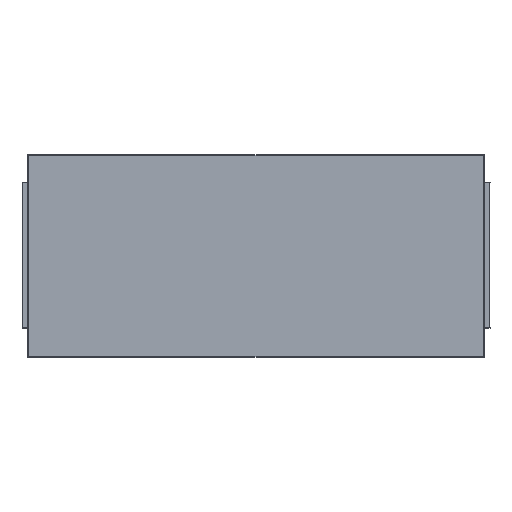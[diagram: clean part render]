
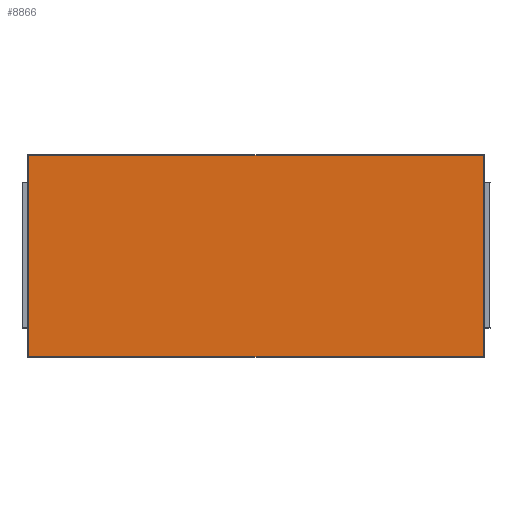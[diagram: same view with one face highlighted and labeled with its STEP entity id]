
A CAD part, top view. The second image highlights one B-rep face of the part: STEP entity #8866.
In plain terms, the highlighted planar face has unit normal (0, 0, 1).
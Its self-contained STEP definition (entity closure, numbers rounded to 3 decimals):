
#16 = DIRECTION ( 'NONE',  ( 1., 0., 0. ) ) ;
#103 = CARTESIAN_POINT ( 'NONE',  ( 625., 0., 305. ) ) ;
#535 = VECTOR ( 'NONE', #1587, 1000. ) ;
#622 = LINE ( 'NONE', #19777, #22527 ) ;
#1587 = DIRECTION ( 'NONE',  ( 0., 1., 0. ) ) ;
#2163 = EDGE_CURVE ( 'NONE', #11544, #18060, #622, .T. ) ;
#2766 = VECTOR ( 'NONE', #22360, 1000. ) ;
#3524 = AXIS2_PLACEMENT_3D ( 'NONE', #103, #15300, #16 ) ;
#5405 = ORIENTED_EDGE ( 'NONE', *, *, #12802, .F. ) ;
#5560 = ORIENTED_EDGE ( 'NONE', *, *, #16839, .T. ) ;
#5923 = ORIENTED_EDGE ( 'NONE', *, *, #2163, .F. ) ;
#7805 = PLANE ( 'NONE',  #3524 ) ;
#8110 = LINE ( 'NONE', #19035, #12616 ) ;
#8866 = ADVANCED_FACE ( 'NONE', ( #18056 ), #7805, .T. ) ;
#9531 = LINE ( 'NONE', #20639, #535 ) ;
#9542 = DIRECTION ( 'NONE',  ( -1., 0., 0. ) ) ;
#9757 = CARTESIAN_POINT ( 'NONE',  ( 625., 553.263, 305. ) ) ;
#11544 = VERTEX_POINT ( 'NONE', #19650 ) ;
#12506 = ORIENTED_EDGE ( 'NONE', *, *, #14332, .T. ) ;
#12616 = VECTOR ( 'NONE', #9542, 1000. ) ;
#12802 = EDGE_CURVE ( 'NONE', #13863, #11544, #8110, .T. ) ;
#13863 = VERTEX_POINT ( 'NONE', #16896 ) ;
#14332 = EDGE_CURVE ( 'NONE', #13863, #22449, #9531, .T. ) ;
#15300 = DIRECTION ( 'NONE',  ( 0., 0., 1. ) ) ;
#16839 = EDGE_CURVE ( 'NONE', #22449, #18060, #20195, .T. ) ;
#16896 = CARTESIAN_POINT ( 'NONE',  ( 625., 1.737, 305. ) ) ;
#18056 = FACE_OUTER_BOUND ( 'NONE', #19444, .T. ) ;
#18060 = VERTEX_POINT ( 'NONE', #24652 ) ;
#19035 = CARTESIAN_POINT ( 'NONE',  ( 625., 1.737, 305. ) ) ;
#19444 = EDGE_LOOP ( 'NONE', ( #5923, #5405, #12506, #5560 ) ) ;
#19650 = CARTESIAN_POINT ( 'NONE',  ( -625., 1.737, 305. ) ) ;
#19777 = CARTESIAN_POINT ( 'NONE',  ( -625., 0., 305. ) ) ;
#20195 = LINE ( 'NONE', #22130, #2766 ) ;
#20639 = CARTESIAN_POINT ( 'NONE',  ( 625., 0., 305. ) ) ;
#22130 = CARTESIAN_POINT ( 'NONE',  ( 625., 553.263, 305. ) ) ;
#22360 = DIRECTION ( 'NONE',  ( -1., 0., 0. ) ) ;
#22449 = VERTEX_POINT ( 'NONE', #9757 ) ;
#22527 = VECTOR ( 'NONE', #23613, 1000. ) ;
#23613 = DIRECTION ( 'NONE',  ( 0., 1., 0. ) ) ;
#24652 = CARTESIAN_POINT ( 'NONE',  ( -625., 553.263, 305. ) ) ;
